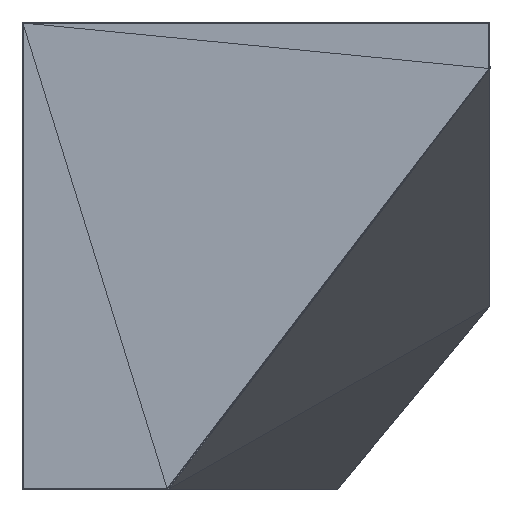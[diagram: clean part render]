
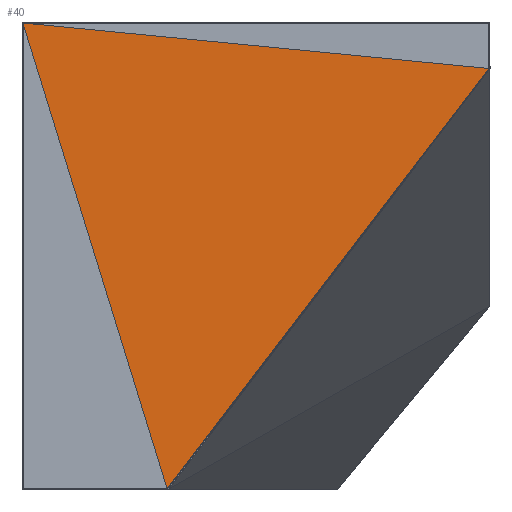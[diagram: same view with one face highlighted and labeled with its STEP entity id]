
A CAD part, left-side view. The second image highlights one B-rep face of the part: STEP entity #40.
In plain terms, the highlighted free-form (B-spline) face has degree [1, 1] with [2, 2] control points.
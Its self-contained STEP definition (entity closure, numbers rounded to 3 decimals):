
#40=ADVANCED_FACE('',(#624),#5666,.T.);
#624=FACE_OUTER_BOUND('',#1208,.T.);
#1208=EDGE_LOOP('',(#1824,#1825,#1826));
#1824=ORIENTED_EDGE('',*,*,#3529,.F.);
#1825=ORIENTED_EDGE('',*,*,#3530,.T.);
#1826=ORIENTED_EDGE('',*,*,#3539,.F.);
#3529=EDGE_CURVE('',#5280,#5282,#4405,.T.);
#3530=EDGE_CURVE('',#5280,#5284,#4406,.T.);
#3539=EDGE_CURVE('',#5282,#5284,#4415,.T.);
#4405=B_SPLINE_CURVE_WITH_KNOTS('',1,(#8734,#8735),.UNSPECIFIED.,.F.,.F.,
(2,2),(0.,1.),.UNSPECIFIED.);
#4406=B_SPLINE_CURVE_WITH_KNOTS('',1,(#8736,#8737),.UNSPECIFIED.,.F.,.F.,
(2,2),(0.,1.),.UNSPECIFIED.);
#4415=B_SPLINE_CURVE_WITH_KNOTS('',1,(#8754,#8755),.UNSPECIFIED.,.F.,.F.,
(2,2),(0.,1.),.UNSPECIFIED.);
#5280=VERTEX_POINT('',#8438);
#5282=VERTEX_POINT('',#8440);
#5284=VERTEX_POINT('',#8442);
#5666=B_SPLINE_SURFACE_WITH_KNOTS('',1,1,((#6394,#6395),(#6396,#6397)),
 .UNSPECIFIED.,.F.,.F.,.F.,(2,2),(2,2),(0.,509.192),(0.,450.123),
 .UNSPECIFIED.);
#6394=CARTESIAN_POINT('',(0.,310.495,1.));
#6395=CARTESIAN_POINT('',(0.,758.495,44.661));
#6396=CARTESIAN_POINT('',(0.,1.001,405.339));
#6397=CARTESIAN_POINT('',(0.,449.001,449.));
#8438=CARTESIAN_POINT('',(0.,1.001,405.339));
#8440=CARTESIAN_POINT('',(0.,310.495,1.));
#8442=CARTESIAN_POINT('',(0.,449.001,449.));
#8734=CARTESIAN_POINT('',(0.,1.001,405.339));
#8735=CARTESIAN_POINT('',(0.,310.495,1.));
#8736=CARTESIAN_POINT('',(0.,1.001,405.339));
#8737=CARTESIAN_POINT('',(0.,449.001,449.));
#8754=CARTESIAN_POINT('',(0.,310.495,1.));
#8755=CARTESIAN_POINT('',(0.,449.001,449.));
